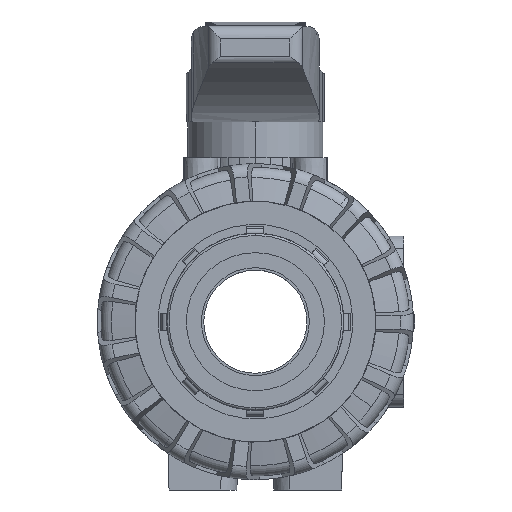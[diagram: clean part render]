
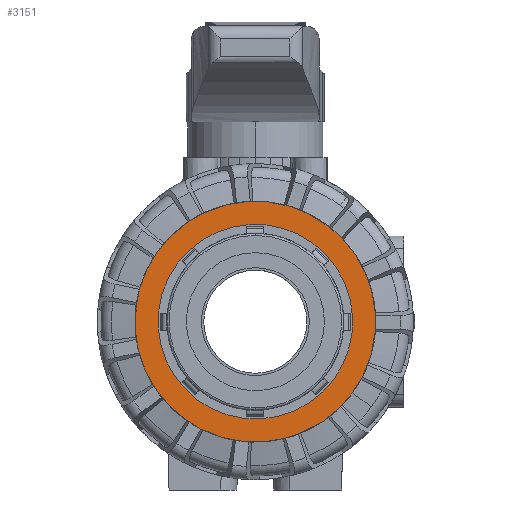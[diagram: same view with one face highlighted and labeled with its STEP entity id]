
A CAD part, left-side view. The second image highlights one B-rep face of the part: STEP entity #3151.
In plain terms, the highlighted planar face has unit normal (-1, 0, 0).
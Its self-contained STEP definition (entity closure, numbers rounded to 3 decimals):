
#3151=ADVANCED_FACE('',(#6742,#6743),#6744,.T.);
#6742=FACE_BOUND('',#10915,.T.);
#6743=FACE_OUTER_BOUND('',#10916,.T.);
#6744=PLANE('',#10917);
#10915=EDGE_LOOP('',(#20646,#20647));
#10916=EDGE_LOOP('',(#20648,#20649));
#10917=AXIS2_PLACEMENT_3D('',#20650,#20651,#20652);
#20646=ORIENTED_EDGE('',*,*,#28287,.T.);
#20647=ORIENTED_EDGE('',*,*,#27236,.T.);
#20648=ORIENTED_EDGE('',*,*,#27231,.T.);
#20649=ORIENTED_EDGE('',*,*,#28337,.T.);
#20650=CARTESIAN_POINT('',(-53.6,0.0,0.0));
#20651=DIRECTION('',(-1.0,0.0,0.0));
#20652=DIRECTION('',(0.0,-0.592,0.806));
#27231=EDGE_CURVE('',#33323,#33387,#33389,.T.);
#27236=EDGE_CURVE('',#33392,#33396,#33398,.T.);
#28287=EDGE_CURVE('',#33396,#33392,#34980,.T.);
#28337=EDGE_CURVE('',#33387,#33323,#35036,.T.);
#33323=VERTEX_POINT('',#43356);
#33387=VERTEX_POINT('',#43421);
#33389=CIRCLE('',#43424,27.9);
#33392=VERTEX_POINT('',#43427);
#33396=VERTEX_POINT('',#43432);
#33398=CIRCLE('',#43435,22.55);
#34980=CIRCLE('',#46188,22.55);
#35036=CIRCLE('',#46312,27.9);
#43356=CARTESIAN_POINT('',(-53.6,-22.493,-16.507));
#43421=CARTESIAN_POINT('',(-53.6,22.493,16.507));
#43424=AXIS2_PLACEMENT_3D('',#52726,#52727,#52728);
#43427=CARTESIAN_POINT('',(-53.6,13.342,-18.18));
#43432=CARTESIAN_POINT('',(-53.6,-13.342,18.18));
#43435=AXIS2_PLACEMENT_3D('',#52734,#52735,#52736);
#46188=AXIS2_PLACEMENT_3D('',#54226,#54227,#54228);
#46312=AXIS2_PLACEMENT_3D('',#54264,#54265,#54266);
#52726=CARTESIAN_POINT('',(-53.6,0.0,0.0));
#52727=DIRECTION('',(-1.0,0.0,0.0));
#52728=DIRECTION('',(0.0,-0.592,0.806));
#52734=CARTESIAN_POINT('',(-53.6,0.0,0.0));
#52735=DIRECTION('',(1.0,0.0,0.0));
#52736=DIRECTION('',(0.0,0.592,-0.806));
#54226=CARTESIAN_POINT('',(-53.6,0.0,0.0));
#54227=DIRECTION('',(1.0,0.0,0.0));
#54228=DIRECTION('',(0.0,0.592,-0.806));
#54264=CARTESIAN_POINT('',(-53.6,0.0,0.0));
#54265=DIRECTION('',(-1.0,0.0,0.0));
#54266=DIRECTION('',(0.0,-0.592,0.806));
